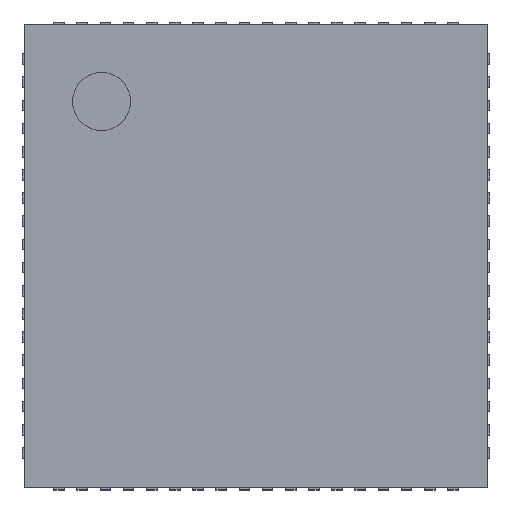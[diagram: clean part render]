
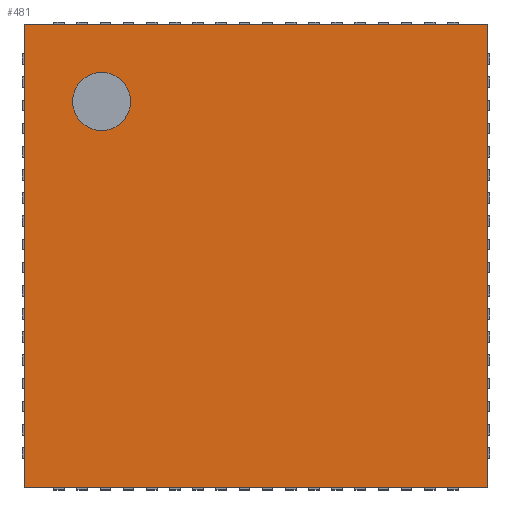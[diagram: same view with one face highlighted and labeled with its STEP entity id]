
A CAD part, top view. The second image highlights one B-rep face of the part: STEP entity #481.
In plain terms, the highlighted planar face has unit normal (0, 0, 1).
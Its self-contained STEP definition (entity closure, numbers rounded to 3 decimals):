
#417 = VERTEX_POINT('',#418);
#418 = CARTESIAN_POINT('',(0.,0.,0.9));
#433 = VERTEX_POINT('',#434);
#434 = CARTESIAN_POINT('',(0.,10.,0.9));
#440 = EDGE_CURVE('',#417,#433,#441,.T.);
#441 = LINE('',#442,#443);
#442 = CARTESIAN_POINT('',(0.,0.,0.9));
#443 = VECTOR('',#444,1.);
#444 = DIRECTION('',(0.,1.,0.));
#463 = EDGE_CURVE('',#417,#464,#466,.T.);
#464 = VERTEX_POINT('',#465);
#465 = CARTESIAN_POINT('',(10.,0.,0.9));
#466 = LINE('',#467,#468);
#467 = CARTESIAN_POINT('',(0.,0.,0.9));
#468 = VECTOR('',#469,1.);
#469 = DIRECTION('',(1.,0.,0.));
#481 = ADVANCED_FACE('',(#482,#500),#511,.T.);
#482 = FACE_BOUND('',#483,.T.);
#483 = EDGE_LOOP('',(#484,#485,#486,#494));
#484 = ORIENTED_EDGE('',*,*,#440,.F.);
#485 = ORIENTED_EDGE('',*,*,#463,.T.);
#486 = ORIENTED_EDGE('',*,*,#487,.T.);
#487 = EDGE_CURVE('',#464,#488,#490,.T.);
#488 = VERTEX_POINT('',#489);
#489 = CARTESIAN_POINT('',(10.,10.,0.9));
#490 = LINE('',#491,#492);
#491 = CARTESIAN_POINT('',(10.,0.,0.9));
#492 = VECTOR('',#493,1.);
#493 = DIRECTION('',(0.,1.,0.));
#494 = ORIENTED_EDGE('',*,*,#495,.F.);
#495 = EDGE_CURVE('',#433,#488,#496,.T.);
#496 = LINE('',#497,#498);
#497 = CARTESIAN_POINT('',(0.,10.,0.9));
#498 = VECTOR('',#499,1.);
#499 = DIRECTION('',(1.,0.,0.));
#500 = FACE_BOUND('',#501,.T.);
#501 = EDGE_LOOP('',(#502));
#502 = ORIENTED_EDGE('',*,*,#503,.F.);
#503 = EDGE_CURVE('',#504,#504,#506,.T.);
#504 = VERTEX_POINT('',#505);
#505 = CARTESIAN_POINT('',(2.292,8.333,0.9));
#506 = CIRCLE('',#507,0.625);
#507 = AXIS2_PLACEMENT_3D('',#508,#509,#510);
#508 = CARTESIAN_POINT('',(1.667,8.333,0.9));
#509 = DIRECTION('',(0.,0.,1.));
#510 = DIRECTION('',(1.,0.,0.));
#511 = PLANE('',#512);
#512 = AXIS2_PLACEMENT_3D('',#513,#514,#515);
#513 = CARTESIAN_POINT('',(0.,0.,0.9));
#514 = DIRECTION('',(0.,0.,1.));
#515 = DIRECTION('',(1.,0.,0.));
